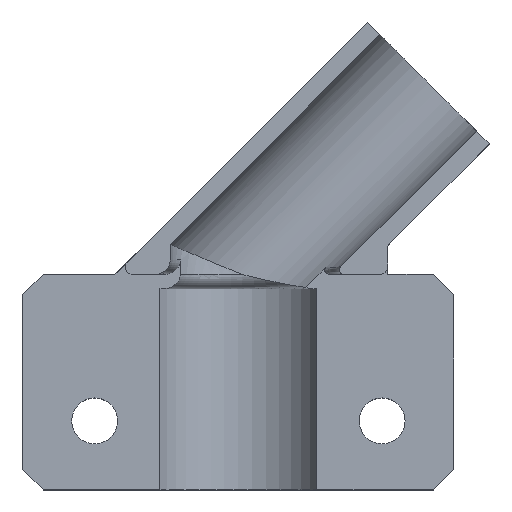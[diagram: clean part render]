
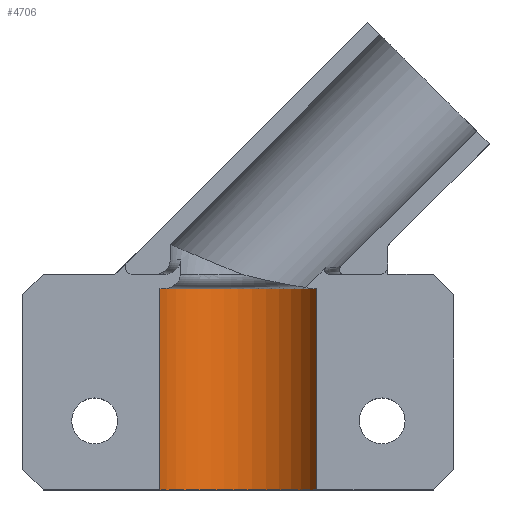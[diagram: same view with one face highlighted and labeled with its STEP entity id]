
A CAD part, top view. The second image highlights one B-rep face of the part: STEP entity #4706.
In plain terms, the highlighted cylindrical face has radius 6 mm (diameter 12 mm), a partial arc.
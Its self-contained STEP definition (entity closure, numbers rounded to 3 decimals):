
#765 = PLANE('',#766);
#766 = AXIS2_PLACEMENT_3D('',#767,#768,#769);
#767 = CARTESIAN_POINT('',(-15.,3.586,5.));
#768 = DIRECTION('',(0.,0.,-1.));
#769 = DIRECTION('',(-1.,0.,0.));
#2261 = VERTEX_POINT('',#2262);
#2262 = CARTESIAN_POINT('',(5.454,-10.,5.));
#2276 = PLANE('',#2277);
#2277 = AXIS2_PLACEMENT_3D('',#2278,#2279,#2280);
#2278 = CARTESIAN_POINT('',(-13.586,-10.,0.));
#2279 = DIRECTION('',(0.,1.,0.));
#2280 = DIRECTION('',(1.,0.,0.));
#2288 = EDGE_CURVE('',#2289,#2261,#2291,.T.);
#2289 = VERTEX_POINT('',#2290);
#2290 = CARTESIAN_POINT('',(5.454,4.,5.));
#2291 = SURFACE_CURVE('',#2292,(#2296,#2302),.PCURVE_S1.);
#2292 = LINE('',#2293,#2294);
#2293 = CARTESIAN_POINT('',(5.454,-10.,5.));
#2294 = VECTOR('',#2295,1.);
#2295 = DIRECTION('',(0.,-1.,0.));
#2296 = PCURVE('',#765,#2297);
#2297 = DEFINITIONAL_REPRESENTATION('',(#2298),#2301);
#2298 = B_SPLINE_CURVE_WITH_KNOTS('',1,(#2299,#2300),.UNSPECIFIED.,.F.,
  .F.,(2,2),(-14.,0.),.PIECEWISE_BEZIER_KNOTS.);
#2299 = CARTESIAN_POINT('',(-20.454,0.414));
#2300 = CARTESIAN_POINT('',(-20.454,-13.586));
#2301 = ( GEOMETRIC_REPRESENTATION_CONTEXT(2) 
PARAMETRIC_REPRESENTATION_CONTEXT() REPRESENTATION_CONTEXT('2D SPACE',''
  ) );
#2302 = PCURVE('',#2303,#2308);
#2303 = CYLINDRICAL_SURFACE('',#2304,6.);
#2304 = AXIS2_PLACEMENT_3D('',#2305,#2306,#2307);
#2305 = CARTESIAN_POINT('',(0.,-10.,7.5));
#2306 = DIRECTION('',(0.,-1.,0.));
#2307 = DIRECTION('',(1.,0.,0.));
#2308 = DEFINITIONAL_REPRESENTATION('',(#2309),#2312);
#2309 = B_SPLINE_CURVE_WITH_KNOTS('',1,(#2310,#2311),.UNSPECIFIED.,.F.,
  .F.,(2,2),(-14.,0.),.PIECEWISE_BEZIER_KNOTS.);
#2310 = CARTESIAN_POINT('',(5.853,-14.));
#2311 = CARTESIAN_POINT('',(5.853,0.));
#2312 = ( GEOMETRIC_REPRESENTATION_CONTEXT(2) 
PARAMETRIC_REPRESENTATION_CONTEXT() REPRESENTATION_CONTEXT('2D SPACE',''
  ) );
#2329 = PLANE('',#2330);
#2330 = AXIS2_PLACEMENT_3D('',#2331,#2332,#2333);
#2331 = CARTESIAN_POINT('',(6.,4.,7.5));
#2332 = DIRECTION('',(0.,1.,0.));
#2333 = DIRECTION('',(0.,0.,1.));
#3730 = PLANE('',#3731);
#3731 = AXIS2_PLACEMENT_3D('',#3732,#3733,#3734);
#3732 = CARTESIAN_POINT('',(-15.,3.586,5.));
#3733 = DIRECTION('',(0.,0.,-1.));
#3734 = DIRECTION('',(-1.,0.,0.));
#4605 = EDGE_CURVE('',#4606,#2289,#4608,.T.);
#4606 = VERTEX_POINT('',#4607);
#4607 = CARTESIAN_POINT('',(-5.454,4.,5.));
#4608 = SURFACE_CURVE('',#4609,(#4614,#4625),.PCURVE_S1.);
#4609 = CIRCLE('',#4610,6.);
#4610 = AXIS2_PLACEMENT_3D('',#4611,#4612,#4613);
#4611 = CARTESIAN_POINT('',(0.,4.,7.5));
#4612 = DIRECTION('',(0.,-1.,0.));
#4613 = DIRECTION('',(1.,0.,0.));
#4614 = PCURVE('',#2329,#4615);
#4615 = DEFINITIONAL_REPRESENTATION('',(#4616),#4624);
#4616 = ( BOUNDED_CURVE() B_SPLINE_CURVE(2,(#4617,#4618,#4619,#4620,
#4621,#4622,#4623),.UNSPECIFIED.,.F.,.F.) B_SPLINE_CURVE_WITH_KNOTS((1,2
    ,2,2,2,1),(-2.094,0.,2.094,4.189,
6.283,8.378),.UNSPECIFIED.) CURVE() 
GEOMETRIC_REPRESENTATION_ITEM() RATIONAL_B_SPLINE_CURVE((1.,0.5,1.,0.5,
1.,0.5,1.)) REPRESENTATION_ITEM('') );
#4617 = CARTESIAN_POINT('',(0.,0.));
#4618 = CARTESIAN_POINT('',(10.392,0.));
#4619 = CARTESIAN_POINT('',(5.196,-9.));
#4620 = CARTESIAN_POINT('',(0.,-18.));
#4621 = CARTESIAN_POINT('',(-5.196,-9.));
#4622 = CARTESIAN_POINT('',(-10.392,0.));
#4623 = CARTESIAN_POINT('',(0.,0.));
#4624 = ( GEOMETRIC_REPRESENTATION_CONTEXT(2) 
PARAMETRIC_REPRESENTATION_CONTEXT() REPRESENTATION_CONTEXT('2D SPACE',''
  ) );
#4625 = PCURVE('',#2303,#4626);
#4626 = DEFINITIONAL_REPRESENTATION('',(#4627),#4631);
#4627 = LINE('',#4628,#4629);
#4628 = CARTESIAN_POINT('',(0.,-14.));
#4629 = VECTOR('',#4630,1.);
#4630 = DIRECTION('',(1.,0.));
#4631 = ( GEOMETRIC_REPRESENTATION_CONTEXT(2) 
PARAMETRIC_REPRESENTATION_CONTEXT() REPRESENTATION_CONTEXT('2D SPACE',''
  ) );
#4706 = ADVANCED_FACE('',(#4707),#2303,.F.);
#4707 = FACE_BOUND('',#4708,.F.);
#4708 = EDGE_LOOP('',(#4709,#4737,#4756,#4757));
#4709 = ORIENTED_EDGE('',*,*,#4710,.F.);
#4710 = EDGE_CURVE('',#4711,#2261,#4713,.T.);
#4711 = VERTEX_POINT('',#4712);
#4712 = CARTESIAN_POINT('',(-5.454,-10.,5.));
#4713 = SURFACE_CURVE('',#4714,(#4719,#4726),.PCURVE_S1.);
#4714 = CIRCLE('',#4715,6.);
#4715 = AXIS2_PLACEMENT_3D('',#4716,#4717,#4718);
#4716 = CARTESIAN_POINT('',(0.,-10.,7.5));
#4717 = DIRECTION('',(0.,-1.,0.));
#4718 = DIRECTION('',(1.,0.,0.));
#4719 = PCURVE('',#2303,#4720);
#4720 = DEFINITIONAL_REPRESENTATION('',(#4721),#4725);
#4721 = LINE('',#4722,#4723);
#4722 = CARTESIAN_POINT('',(0.,0.));
#4723 = VECTOR('',#4724,1.);
#4724 = DIRECTION('',(1.,0.));
#4725 = ( GEOMETRIC_REPRESENTATION_CONTEXT(2) 
PARAMETRIC_REPRESENTATION_CONTEXT() REPRESENTATION_CONTEXT('2D SPACE',''
  ) );
#4726 = PCURVE('',#2276,#4727);
#4727 = DEFINITIONAL_REPRESENTATION('',(#4728),#4736);
#4728 = ( BOUNDED_CURVE() B_SPLINE_CURVE(2,(#4729,#4730,#4731,#4732,
#4733,#4734,#4735),.UNSPECIFIED.,.F.,.F.) B_SPLINE_CURVE_WITH_KNOTS((1,2
    ,2,2,2,1),(-2.094,0.,2.094,4.189,
6.283,8.378),.UNSPECIFIED.) CURVE() 
GEOMETRIC_REPRESENTATION_ITEM() RATIONAL_B_SPLINE_CURVE((1.,0.5,1.,0.5,
1.,0.5,1.)) REPRESENTATION_ITEM('') );
#4729 = CARTESIAN_POINT('',(19.586,-7.5));
#4730 = CARTESIAN_POINT('',(19.586,-17.892));
#4731 = CARTESIAN_POINT('',(10.586,-12.696));
#4732 = CARTESIAN_POINT('',(1.586,-7.5));
#4733 = CARTESIAN_POINT('',(10.586,-2.304));
#4734 = CARTESIAN_POINT('',(19.586,2.892));
#4735 = CARTESIAN_POINT('',(19.586,-7.5));
#4736 = ( GEOMETRIC_REPRESENTATION_CONTEXT(2) 
PARAMETRIC_REPRESENTATION_CONTEXT() REPRESENTATION_CONTEXT('2D SPACE',''
  ) );
#4737 = ORIENTED_EDGE('',*,*,#4738,.F.);
#4738 = EDGE_CURVE('',#4606,#4711,#4739,.T.);
#4739 = SURFACE_CURVE('',#4740,(#4744,#4750),.PCURVE_S1.);
#4740 = LINE('',#4741,#4742);
#4741 = CARTESIAN_POINT('',(-5.454,-10.,5.));
#4742 = VECTOR('',#4743,1.);
#4743 = DIRECTION('',(0.,-1.,0.));
#4744 = PCURVE('',#2303,#4745);
#4745 = DEFINITIONAL_REPRESENTATION('',(#4746),#4749);
#4746 = B_SPLINE_CURVE_WITH_KNOTS('',1,(#4747,#4748),.UNSPECIFIED.,.F.,
  .F.,(2,2),(-14.,0.),.PIECEWISE_BEZIER_KNOTS.);
#4747 = CARTESIAN_POINT('',(3.571,-14.));
#4748 = CARTESIAN_POINT('',(3.571,0.));
#4749 = ( GEOMETRIC_REPRESENTATION_CONTEXT(2) 
PARAMETRIC_REPRESENTATION_CONTEXT() REPRESENTATION_CONTEXT('2D SPACE',''
  ) );
#4750 = PCURVE('',#3730,#4751);
#4751 = DEFINITIONAL_REPRESENTATION('',(#4752),#4755);
#4752 = B_SPLINE_CURVE_WITH_KNOTS('',1,(#4753,#4754),.UNSPECIFIED.,.F.,
  .F.,(2,2),(-14.,0.),.PIECEWISE_BEZIER_KNOTS.);
#4753 = CARTESIAN_POINT('',(-9.546,0.414));
#4754 = CARTESIAN_POINT('',(-9.546,-13.586));
#4755 = ( GEOMETRIC_REPRESENTATION_CONTEXT(2) 
PARAMETRIC_REPRESENTATION_CONTEXT() REPRESENTATION_CONTEXT('2D SPACE',''
  ) );
#4756 = ORIENTED_EDGE('',*,*,#4605,.T.);
#4757 = ORIENTED_EDGE('',*,*,#2288,.T.);
